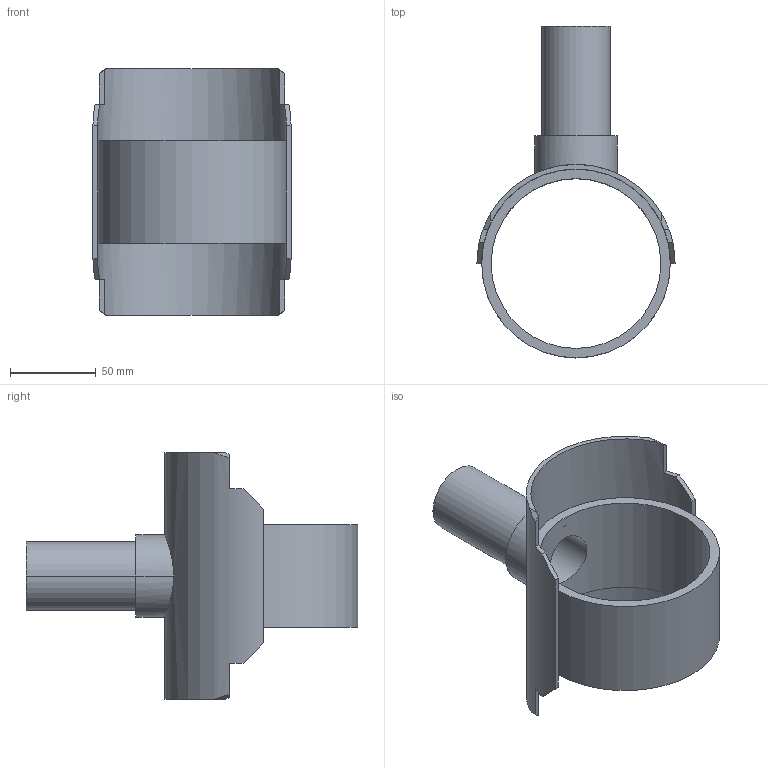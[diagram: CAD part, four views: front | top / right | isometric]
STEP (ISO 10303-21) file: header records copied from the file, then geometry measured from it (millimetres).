
FILE_DESCRIPTION( ( '' ), '1' );
FILE_NAME( 'AGRU_70288114011_PE_100-RC_schwarz_Stutzenschelle_110_40_SDR11_ISO_S-5_05.stp', '2017-12-12T10:46:58', ( '' ), ( '' ), ' ', ' ', ' ' );
FILE_SCHEMA( ( 'automotive_design' ) );
Length unit declared in the file: millimetre
Products named in the file (1): 1
Bounding box: 115.5 x 193.5 x 144 mm (x, y, z)
Volume: 218278.9 mm3; surface area: 89082 mm2
Topology: 1 solids, 1 shells, 40 faces, 98 edges, 64 vertices
Faces by surface type: plane 24, cylinder 14, sphere 2
Entity records: 2546 total; most frequent: CARTESIAN_POINT 401, DIRECTION 222, STYLED_ITEM 203, PRESENTATION_STYLE_ASSIGNMENT 203, COLOUR_RGB 203, ORIENTED_EDGE 196, EDGE_CURVE 98, CURVE_STYLE 98
